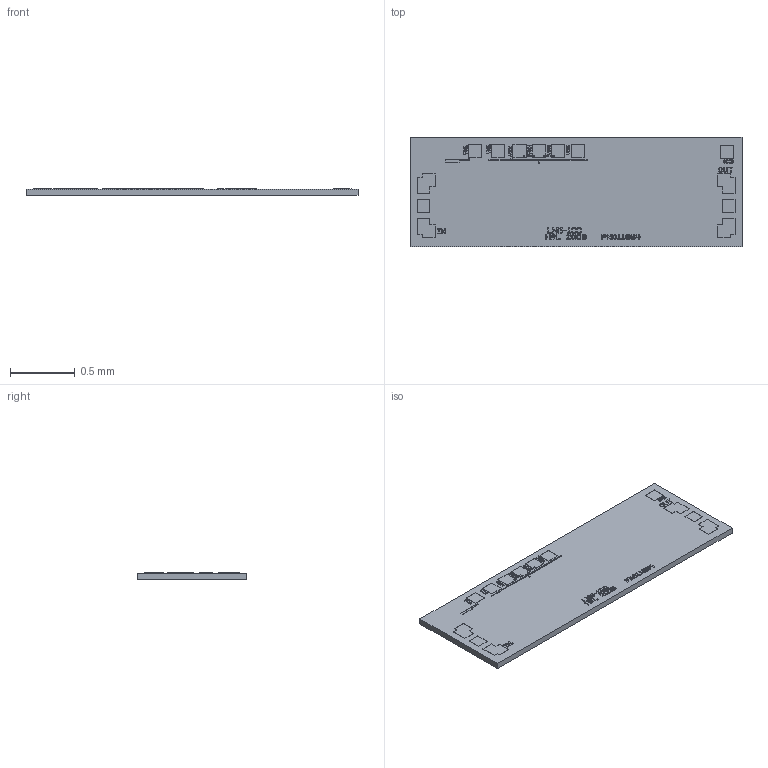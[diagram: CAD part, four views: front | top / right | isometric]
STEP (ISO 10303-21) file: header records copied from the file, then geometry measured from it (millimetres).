
FILE_DESCRIPTION((''),'2;1');
FILE_NAME('LN5-100.stp','2008-06-17T09:57:40',('PAMacdonald'),(''),'Autodesk Inventor 2009','Autodesk Inventor 2009','');
FILE_SCHEMA(('AUTOMOTIVE_DESIGN { 1 0 10303 214 1 1 1 1 }'));
Length unit declared in the file: inch
Products named in the file (1): LN5-100
Bounding box: 2.56 x 0.84 x 0.05 mm (x, y, z)
Volume: 0.1 mm3; surface area: 4.7 mm2
Topology: 2 solids, 2 shells, 1030 faces, 2858 edges, 1896 vertices
Faces by surface type: plane 1030
Entity records: 32260 total; most frequent: CARTESIAN_POINT 5785, ORIENTED_EDGE 5716, DIRECTION 4920, VECTOR 2858, LINE 2858, EDGE_CURVE 2858, VERTEX_POINT 1896, EDGE_LOOP 1106
